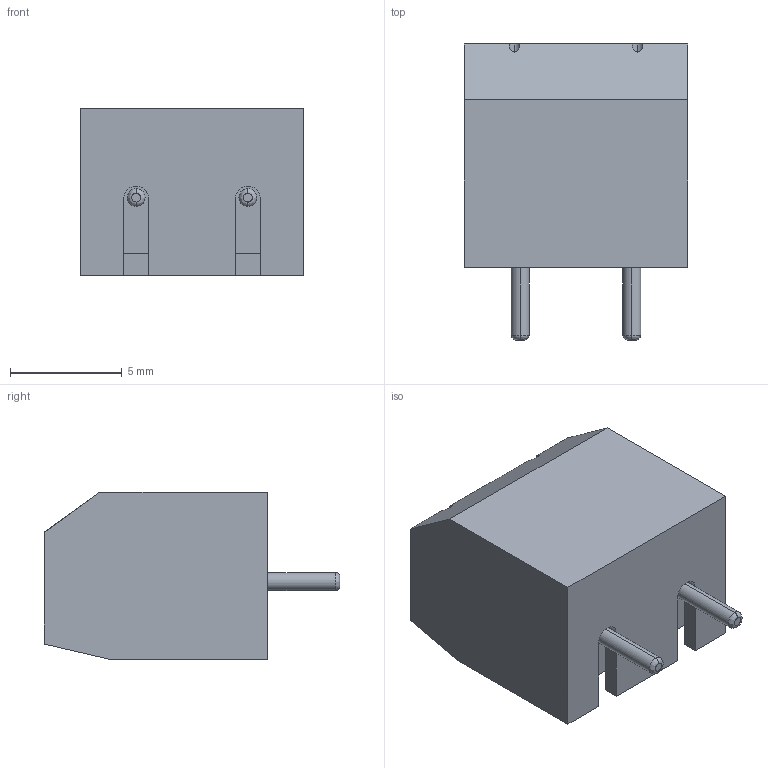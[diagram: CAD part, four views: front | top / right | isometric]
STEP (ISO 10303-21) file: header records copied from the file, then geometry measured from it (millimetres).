
FILE_DESCRIPTION (( 'STEP AP214' ), '1' );
FILE_NAME ('User Library-Bornera.STEP', '2018-07-12T00:49:31', ( '' ), ( '' ), 'SwSTEP 2.0', 'SolidWorks 2018', '' );
FILE_SCHEMA (( 'AUTOMOTIVE_DESIGN' ));
Length unit declared in the file: millimetre
Products named in the file (1): User Library-Bornera
Bounding box: 10 x 13.25 x 7.5 mm (x, y, z)
Volume: 637.7 mm3; surface area: 858.9 mm2
Topology: 1 solids, 1 shells, 85 faces, 212 edges, 140 vertices
Faces by surface type: plane 57, cylinder 24, bspline 4
Entity records: 3316 total; most frequent: CARTESIAN_POINT 522, DIRECTION 428, ORIENTED_EDGE 424, EDGE_CURVE 212, VECTOR 144, LINE 144, AXIS2_PLACEMENT_3D 142, VERTEX_POINT 140
